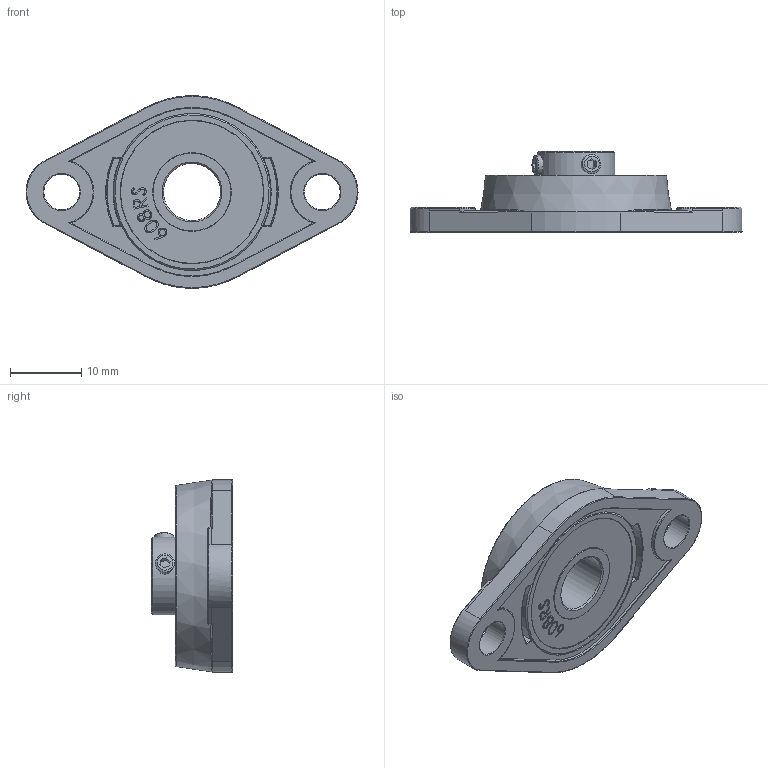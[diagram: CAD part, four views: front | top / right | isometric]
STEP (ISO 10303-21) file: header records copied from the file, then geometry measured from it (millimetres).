
FILE_DESCRIPTION(/* description */ ('Mancal Flange oval Ø8'),/* implementation_level */ '2;1');
FILE_NAME(/* name */ 'KLF08 - Mancal Flange oval Ø8.stp',/* time_stamp */ '2017-08-30T20:27:11-03:00',/* author */ ('PROJETOS_MTS'),/* organization */ (''),/* preprocessor_version */ 'ST-DEVELOPER v16.1',/* originating_system */ 'Autodesk Inventor 2016',/* authorisation */ '');
FILE_SCHEMA (('AUTOMOTIVE_DESIGN { 1 0 10303 214 3 1 1 }'));
Length unit declared in the file: millimetre
Products named in the file (1): KLF08 - Mancal Flange oval Ø8
Bounding box: 46.5 x 11.35 x 27 mm (x, y, z)
Volume: 4337.8 mm3; surface area: 3797.4 mm2
Topology: 4 solids, 4 shells, 341 faces, 859 edges, 550 vertices
Faces by surface type: bspline 146, plane 108, cylinder 56, cone 28, sphere 3
Full cylindrical faces by diameter (mm): 2.713 x2, 5 x2, 8 x1, 10.9 x1, 11 x2, 20 x2, 22 x2, 22.6 x1
Entity records: 17344 total; most frequent: CARTESIAN_POINT 9776, ORIENTED_EDGE 1638, DIRECTION 1137, EDGE_CURVE 819, VERTEX_POINT 541, EDGE_LOOP 408, AXIS2_PLACEMENT_3D 384, LINE 369
